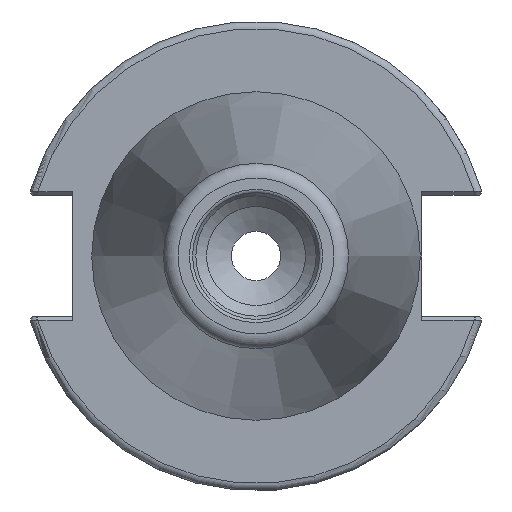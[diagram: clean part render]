
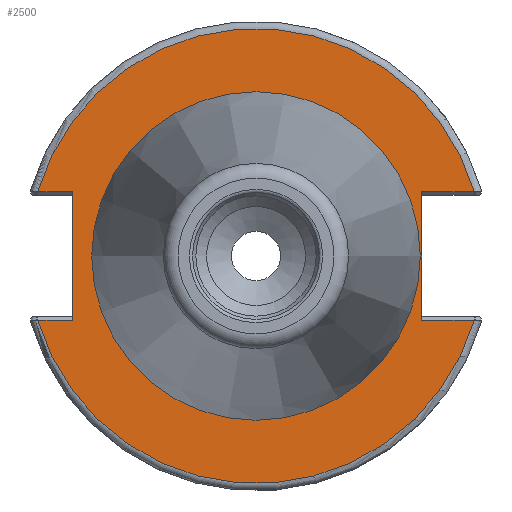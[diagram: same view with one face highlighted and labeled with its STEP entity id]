
A CAD part, left-side view. The second image highlights one B-rep face of the part: STEP entity #2500.
In plain terms, the highlighted planar face has unit normal (-1, 0, 0).
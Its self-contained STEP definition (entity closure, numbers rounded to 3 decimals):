
#78=FACE_BOUND('',#649,.T.);
#93=PLANE('',#2711);
#161=LINE('',#3907,#318);
#163=LINE('',#3975,#320);
#164=LINE('',#3977,#321);
#165=LINE('',#3981,#322);
#166=LINE('',#3983,#323);
#167=LINE('',#3984,#324);
#318=VECTOR('',#3087,10.);
#320=VECTOR('',#3105,10.);
#321=VECTOR('',#3106,10.);
#322=VECTOR('',#3109,10.);
#323=VECTOR('',#3110,10.);
#324=VECTOR('',#3111,10.);
#506=FACE_OUTER_BOUND('',#648,.T.);
#648=EDGE_LOOP('',(#1804,#1805,#1806,#1807,#1808,#1809,#1810,#1811));
#649=EDGE_LOOP('',(#1812,#1813));
#875=CIRCLE('',#2710,30.775);
#876=CIRCLE('',#2712,30.775);
#877=CIRCLE('',#2713,22.225);
#878=CIRCLE('',#2714,22.225);
#1038=VERTEX_POINT('',#3900);
#1041=VERTEX_POINT('',#3905);
#1047=VERTEX_POINT('',#3953);
#1049=VERTEX_POINT('',#3974);
#1050=VERTEX_POINT('',#3976);
#1051=VERTEX_POINT('',#3978);
#1052=VERTEX_POINT('',#3980);
#1053=VERTEX_POINT('',#3982);
#1054=VERTEX_POINT('',#3985);
#1055=VERTEX_POINT('',#3986);
#1329=EDGE_CURVE('',#1041,#1038,#161,.T.);
#1339=EDGE_CURVE('',#1038,#1047,#875,.T.);
#1342=EDGE_CURVE('',#1041,#1049,#163,.T.);
#1343=EDGE_CURVE('',#1050,#1049,#164,.T.);
#1344=EDGE_CURVE('',#1051,#1050,#876,.T.);
#1345=EDGE_CURVE('',#1052,#1051,#165,.T.);
#1346=EDGE_CURVE('',#1052,#1053,#166,.T.);
#1347=EDGE_CURVE('',#1047,#1053,#167,.T.);
#1348=EDGE_CURVE('',#1054,#1055,#877,.T.);
#1349=EDGE_CURVE('',#1055,#1054,#878,.T.);
#1804=ORIENTED_EDGE('',*,*,#1329,.F.);
#1805=ORIENTED_EDGE('',*,*,#1342,.T.);
#1806=ORIENTED_EDGE('',*,*,#1343,.F.);
#1807=ORIENTED_EDGE('',*,*,#1344,.F.);
#1808=ORIENTED_EDGE('',*,*,#1345,.F.);
#1809=ORIENTED_EDGE('',*,*,#1346,.T.);
#1810=ORIENTED_EDGE('',*,*,#1347,.F.);
#1811=ORIENTED_EDGE('',*,*,#1339,.F.);
#1812=ORIENTED_EDGE('',*,*,#1348,.T.);
#1813=ORIENTED_EDGE('',*,*,#1349,.T.);
#2500=ADVANCED_FACE('',(#506,#78),#93,.T.);
#2710=AXIS2_PLACEMENT_3D('',#3954,#3101,#3102);
#2711=AXIS2_PLACEMENT_3D('',#3973,#3103,#3104);
#2712=AXIS2_PLACEMENT_3D('',#3979,#3107,#3108);
#2713=AXIS2_PLACEMENT_3D('',#3987,#3112,#3113);
#2714=AXIS2_PLACEMENT_3D('',#3988,#3114,#3115);
#3087=DIRECTION('',(0.,-1.,0.));
#3101=DIRECTION('center_axis',(1.,0.,0.));
#3102=DIRECTION('ref_axis',(0.,0.,-1.));
#3103=DIRECTION('center_axis',(-1.,0.,0.));
#3104=DIRECTION('ref_axis',(0.,0.,1.));
#3105=DIRECTION('',(0.,0.,1.));
#3106=DIRECTION('',(0.,1.,0.));
#3107=DIRECTION('center_axis',(1.,0.,0.));
#3108=DIRECTION('ref_axis',(0.,0.,-1.));
#3109=DIRECTION('',(0.,1.,0.));
#3110=DIRECTION('',(0.,0.,-1.));
#3111=DIRECTION('',(0.,-1.,0.));
#3112=DIRECTION('center_axis',(1.,0.,0.));
#3113=DIRECTION('ref_axis',(0.,0.,-1.));
#3114=DIRECTION('center_axis',(1.,0.,0.));
#3115=DIRECTION('ref_axis',(0.,0.,-1.));
#3900=CARTESIAN_POINT('',(3.175,-29.523,-8.69));
#3905=CARTESIAN_POINT('',(3.175,-22.41,-8.69));
#3907=CARTESIAN_POINT('',(3.175,-4.878,-8.69));
#3953=CARTESIAN_POINT('',(3.175,29.523,-8.69));
#3954=CARTESIAN_POINT('Origin',(3.175,0.,
0.));
#3973=CARTESIAN_POINT('Origin',(3.175,30.775,0.));
#3974=CARTESIAN_POINT('',(3.175,-22.41,8.69));
#3975=CARTESIAN_POINT('',(3.175,-22.41,-4.095));
#3976=CARTESIAN_POINT('',(3.175,-29.523,8.69));
#3977=CARTESIAN_POINT('',(3.175,4.182,8.69));
#3978=CARTESIAN_POINT('',(3.175,29.523,8.69));
#3979=CARTESIAN_POINT('Origin',(3.175,0.,
0.));
#3980=CARTESIAN_POINT('',(3.175,24.8,8.69));
#3981=CARTESIAN_POINT('',(3.175,32.958,8.69));
#3982=CARTESIAN_POINT('',(3.175,24.8,-8.69));
#3983=CARTESIAN_POINT('',(3.175,24.8,4.095));
#3984=CARTESIAN_POINT('',(3.175,27.788,-8.69));
#3985=CARTESIAN_POINT('',(3.175,22.225,0.));
#3986=CARTESIAN_POINT('',(3.175,-22.225,0.));
#3987=CARTESIAN_POINT('Origin',(3.175,0.,
0.));
#3988=CARTESIAN_POINT('Origin',(3.175,0.,
0.));
